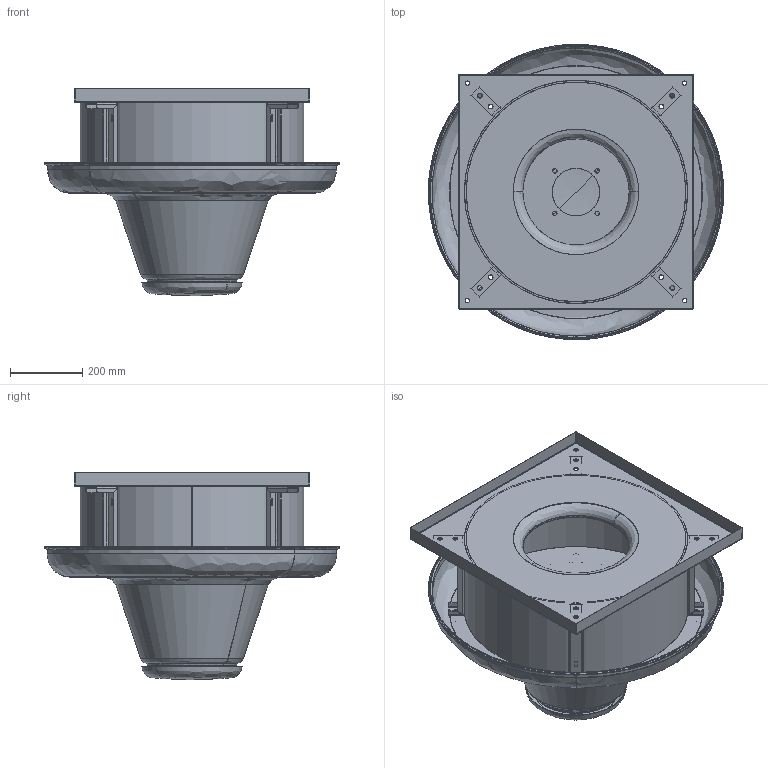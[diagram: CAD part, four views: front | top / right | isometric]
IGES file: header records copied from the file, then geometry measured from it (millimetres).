
Start section: SolidWorks IGES file using analytic representation for surfaces
Global section: file name: FC-AT 40-45.IGS; native system: SolidWorks 2018; preprocessor: SolidWorks 2018; author: girelli; date: 220309.141105; units: millimetre
Bounding box: 814.84 x 814.84 x 571.84 mm (x, y, z)
Surface area: 4595566.1 mm2 (no closed solid volume)
Topology: 0 solids, 0 shells, 664 faces, 9197 edges, 9197 vertices
Faces by surface type: bspline 398, revolution 266
